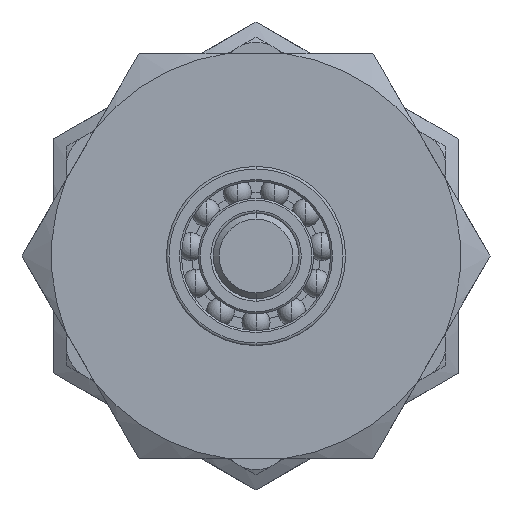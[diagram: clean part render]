
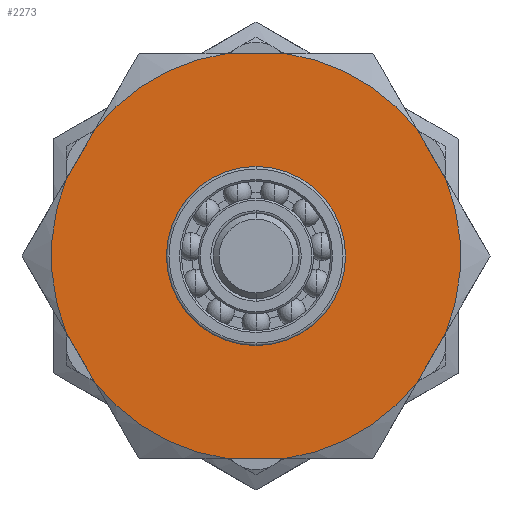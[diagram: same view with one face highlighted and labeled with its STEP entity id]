
A CAD part, left-side view. The second image highlights one B-rep face of the part: STEP entity #2273.
In plain terms, the highlighted planar face has unit normal (-1, 0, 0).
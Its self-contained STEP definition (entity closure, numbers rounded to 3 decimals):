
#876=FACE_BOUND('',#3688,.F.);
#1058=PLANE('',#15045);
#2273=ADVANCED_FACE('',(#876,#2946),#1058,.T.);
#2946=FACE_OUTER_BOUND('',#3689,.F.);
#3688=EDGE_LOOP('',(#6381,#6382));
#3689=EDGE_LOOP('',(#6383,#6384,#6385,#6386,#6387,#6388,#6389,#6390,#6391,#6392,
#6393,#6394));
#6381=ORIENTED_EDGE('',*,*,#11042,.T.);
#6382=ORIENTED_EDGE('',*,*,#11041,.T.);
#6383=ORIENTED_EDGE('',*,*,#11065,.T.);
#6384=ORIENTED_EDGE('',*,*,#11059,.F.);
#6385=ORIENTED_EDGE('',*,*,#11070,.T.);
#6386=ORIENTED_EDGE('',*,*,#11056,.F.);
#6387=ORIENTED_EDGE('',*,*,#11069,.T.);
#6388=ORIENTED_EDGE('',*,*,#11058,.F.);
#6389=ORIENTED_EDGE('',*,*,#11068,.T.);
#6390=ORIENTED_EDGE('',*,*,#11057,.F.);
#6391=ORIENTED_EDGE('',*,*,#11067,.T.);
#6392=ORIENTED_EDGE('',*,*,#11055,.F.);
#6393=ORIENTED_EDGE('',*,*,#11066,.T.);
#6394=ORIENTED_EDGE('',*,*,#11060,.F.);
#9127=LINE('',#23109,#9663);
#9128=LINE('',#23110,#9664);
#9129=LINE('',#23111,#9665);
#9130=LINE('',#23112,#9666);
#9131=LINE('',#23113,#9667);
#9132=LINE('',#23114,#9668);
#9663=VECTOR('',#18330,13.469);
#9664=VECTOR('',#18331,13.469);
#9665=VECTOR('',#18332,13.469);
#9666=VECTOR('',#18333,13.469);
#9667=VECTOR('',#18334,13.469);
#9668=VECTOR('',#18335,13.469);
#11041=EDGE_CURVE('',#12841,#12840,#11886,.T.);
#11042=EDGE_CURVE('',#12840,#12841,#11887,.T.);
#11055=EDGE_CURVE('',#12826,#12828,#11888,.T.);
#11056=EDGE_CURVE('',#12833,#12838,#11889,.T.);
#11057=EDGE_CURVE('',#12827,#12831,#11890,.T.);
#11058=EDGE_CURVE('',#12830,#12834,#11891,.T.);
#11059=EDGE_CURVE('',#12837,#12823,#11892,.T.);
#11060=EDGE_CURVE('',#12822,#12824,#11893,.T.);
#11065=EDGE_CURVE('',#12822,#12823,#9127,.T.);
#11066=EDGE_CURVE('',#12826,#12824,#9128,.T.);
#11067=EDGE_CURVE('',#12827,#12828,#9129,.T.);
#11068=EDGE_CURVE('',#12830,#12831,#9130,.T.);
#11069=EDGE_CURVE('',#12833,#12834,#9131,.T.);
#11070=EDGE_CURVE('',#12837,#12838,#9132,.T.);
#11886=CIRCLE('',#15026,21.);
#11887=CIRCLE('',#15027,21.);
#11888=CIRCLE('',#15028,47.975);
#11889=CIRCLE('',#15029,47.975);
#11890=CIRCLE('',#15030,47.975);
#11891=CIRCLE('',#15031,47.975);
#11892=CIRCLE('',#15032,47.975);
#11893=CIRCLE('',#15033,47.975);
#12822=VERTEX_POINT('',#22973);
#12823=VERTEX_POINT('',#22974);
#12824=VERTEX_POINT('',#22975);
#12826=VERTEX_POINT('',#22977);
#12827=VERTEX_POINT('',#22978);
#12828=VERTEX_POINT('',#22979);
#12830=VERTEX_POINT('',#22981);
#12831=VERTEX_POINT('',#22982);
#12833=VERTEX_POINT('',#22984);
#12834=VERTEX_POINT('',#22985);
#12837=VERTEX_POINT('',#22988);
#12838=VERTEX_POINT('',#22989);
#12840=VERTEX_POINT('',#22991);
#12841=VERTEX_POINT('',#22992);
#15026=AXIS2_PLACEMENT_3D('',#23013,#18308,#18309);
#15027=AXIS2_PLACEMENT_3D('',#23014,#18310,#18311);
#15028=AXIS2_PLACEMENT_3D('',#23099,#18312,#18313);
#15029=AXIS2_PLACEMENT_3D('',#23100,#18314,#18315);
#15030=AXIS2_PLACEMENT_3D('',#23101,#18316,#18317);
#15031=AXIS2_PLACEMENT_3D('',#23102,#18318,#18319);
#15032=AXIS2_PLACEMENT_3D('',#23103,#18320,#18321);
#15033=AXIS2_PLACEMENT_3D('',#23104,#18322,#18323);
#15045=AXIS2_PLACEMENT_3D('',#23146,#18376,#18377);
#18308=DIRECTION('',(-1.,0.,0.));
#18309=DIRECTION('',(0.,0.,1.));
#18310=DIRECTION('',(-1.,0.,0.));
#18311=DIRECTION('',(0.,0.,-1.));
#18312=DIRECTION('',(-1.,0.,0.));
#18313=DIRECTION('',(0.,0.14,0.99));
#18314=DIRECTION('',(-1.,0.,0.));
#18315=DIRECTION('',(0.,-0.14,-0.99));
#18316=DIRECTION('',(-1.,0.,0.));
#18317=DIRECTION('',(0.,0.928,0.373));
#18318=DIRECTION('',(-1.,0.,0.));
#18319=DIRECTION('',(0.,0.787,-0.617));
#18320=DIRECTION('',(-1.,0.,0.));
#18321=DIRECTION('',(0.,-0.928,-0.373));
#18322=DIRECTION('',(-1.,0.,0.));
#18323=DIRECTION('',(0.,-0.787,0.617));
#18330=DIRECTION('',(0.,-0.5,-0.866));
#18331=DIRECTION('',(0.,-1.,0.));
#18332=DIRECTION('',(0.,-0.5,0.866));
#18333=DIRECTION('',(0.,0.5,0.866));
#18334=DIRECTION('',(0.,1.,0.));
#18335=DIRECTION('',(0.,0.5,-0.866));
#18376=DIRECTION('',(-1.,0.,0.));
#18377=DIRECTION('',(0.,1.,0.));
#22973=CARTESIAN_POINT('',(-40.,-37.769,
29.582));
#22974=CARTESIAN_POINT('',(-40.,-44.503,
17.918));
#22975=CARTESIAN_POINT('',(-40.,-6.734,47.5));
#22977=CARTESIAN_POINT('',(-40.,6.734,47.5));
#22978=CARTESIAN_POINT('',(-40.,44.503,
17.918));
#22979=CARTESIAN_POINT('',(-40.,37.769,
29.582));
#22981=CARTESIAN_POINT('',(-40.,37.769,
-29.582));
#22982=CARTESIAN_POINT('',(-40.,44.503,
-17.918));
#22984=CARTESIAN_POINT('',(-40.,-6.734,-47.5));
#22985=CARTESIAN_POINT('',(-40.,6.734,-47.5));
#22988=CARTESIAN_POINT('',(-40.,-44.503,
-17.918));
#22989=CARTESIAN_POINT('',(-40.,-37.769,
-29.582));
#22991=CARTESIAN_POINT('',(-40.,0.,-21.));
#22992=CARTESIAN_POINT('',(-40.,0.,21.));
#23013=CARTESIAN_POINT('',(-40.,0.,0.));
#23014=CARTESIAN_POINT('',(-40.,0.,0.));
#23099=CARTESIAN_POINT('',(-40.,0.,0.));
#23100=CARTESIAN_POINT('',(-40.,0.,0.));
#23101=CARTESIAN_POINT('',(-40.,0.,0.));
#23102=CARTESIAN_POINT('',(-40.,0.,0.));
#23103=CARTESIAN_POINT('',(-40.,0.,0.));
#23104=CARTESIAN_POINT('',(-40.,0.,0.));
#23109=CARTESIAN_POINT('',(-40.,-37.769,29.582));
#23110=CARTESIAN_POINT('',(-40.,6.734,47.5));
#23111=CARTESIAN_POINT('',(-40.,44.503,17.918));
#23112=CARTESIAN_POINT('',(-40.,37.769,-29.582));
#23113=CARTESIAN_POINT('',(-40.,-6.734,-47.5));
#23114=CARTESIAN_POINT('',(-40.,-44.503,-17.918));
#23146=CARTESIAN_POINT('',(-40.,-55.945,48.597));
